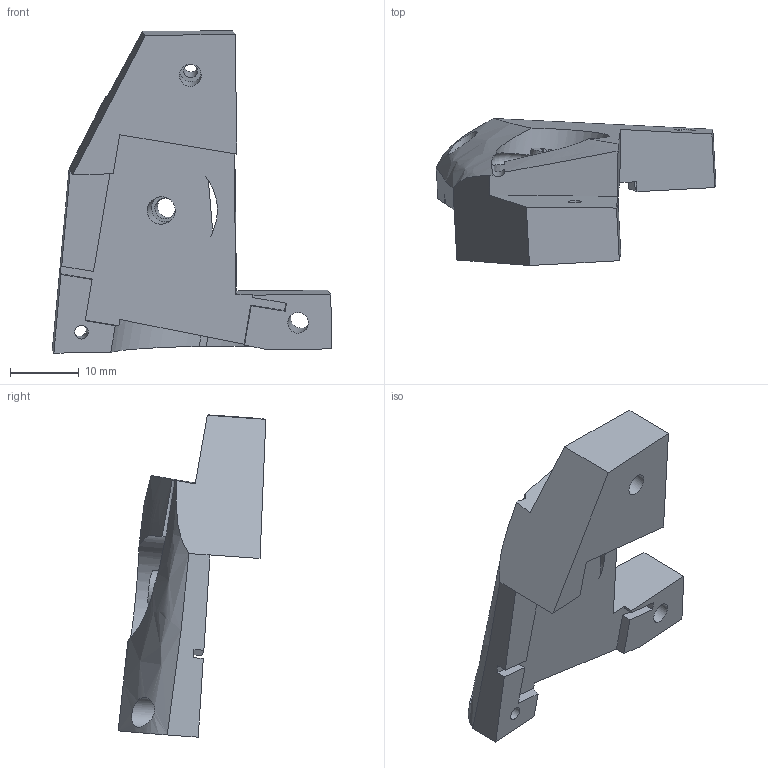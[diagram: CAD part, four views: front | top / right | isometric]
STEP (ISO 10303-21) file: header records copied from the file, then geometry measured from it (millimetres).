
FILE_DESCRIPTION(/* description */ ('STEP AP214'),/* implementation_level */ '2;1');
FILE_NAME(/* name */ '683c51a84258294a187f4293',/* time_stamp */ '2025-06-01T13:12:09Z',/* author */ (''),/* organization */ (''),/* preprocessor_version */ 'ST-DEVELOPER v20',/* originating_system */ 'ONSHAPE BY PTC INC, 1.198',/* authorisation */ ' ');
FILE_SCHEMA (('AUTOMOTIVE_DESIGN {1 0 10303 214 3 1 1}'));
Length unit declared in the file: metre
Products named in the file (1): Part 65
Bounding box: 40.66 x 21.46 x 46.88 mm (x, y, z)
Volume: 8252.7 mm3; surface area: 4813.7 mm2
Topology: 1 solids, 1 shells, 57 faces, 164 edges, 110 vertices
Faces by surface type: plane 39, cylinder 14, bspline 2, cone 1, torus 1
Full cylindrical faces by diameter (mm): 2 x2, 3 x2, 3.2 x1, 4 x1, 4.4 x1, 6 x1
Entity records: 2051 total; most frequent: CARTESIAN_POINT 576, ORIENTED_EDGE 300, DIRECTION 278, EDGE_CURVE 150, VERTEX_POINT 105, LINE 94, VECTOR 94, AXIS2_PLACEMENT_3D 92
